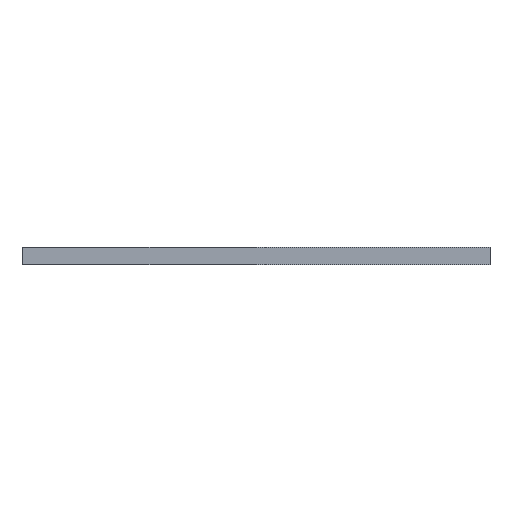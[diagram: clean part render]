
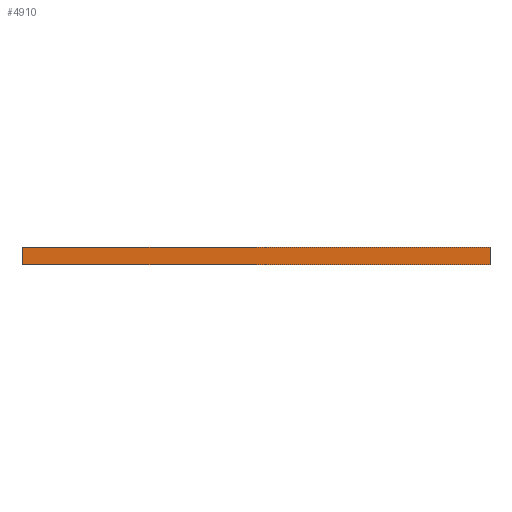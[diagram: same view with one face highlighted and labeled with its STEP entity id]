
A CAD part, left-side view. The second image highlights one B-rep face of the part: STEP entity #4910.
In plain terms, the highlighted planar face has unit normal (-1, 0, 0).
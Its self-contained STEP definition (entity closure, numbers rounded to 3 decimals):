
#389 = EDGE_CURVE ( 'NONE', #4815, #656, #4113, .T. ) ;
#392 = DIRECTION ( 'NONE',  ( 0., 0., -1. ) ) ;
#656 = VERTEX_POINT ( 'NONE', #1687 ) ;
#672 = LINE ( 'NONE', #1812, #4895 ) ;
#1108 = PLANE ( 'NONE',  #5449 ) ;
#1687 = CARTESIAN_POINT ( 'NONE',  ( -22.4, 22.875, -0.85 ) ) ;
#1780 = FACE_OUTER_BOUND ( 'NONE', #5238, .T. ) ;
#1800 = CARTESIAN_POINT ( 'NONE',  ( -22.4, -22.875, -0.85 ) ) ;
#1812 = CARTESIAN_POINT ( 'NONE',  ( -22.4, 22.875, 0.85 ) ) ;
#1880 = VERTEX_POINT ( 'NONE', #5840 ) ;
#1914 = ORIENTED_EDGE ( 'NONE', *, *, #389, .F. ) ;
#2308 = EDGE_CURVE ( 'NONE', #4510, #1880, #5568, .T. ) ;
#2502 = ORIENTED_EDGE ( 'NONE', *, *, #2308, .T. ) ;
#2595 = CARTESIAN_POINT ( 'NONE',  ( -22.4, -22.875, 0.85 ) ) ;
#2901 = VECTOR ( 'NONE', #5909, 1000. ) ;
#3310 = DIRECTION ( 'NONE',  ( -1., 0., 0. ) ) ;
#3369 = CARTESIAN_POINT ( 'NONE',  ( -22.4, -22.875, 0.85 ) ) ;
#3635 = VECTOR ( 'NONE', #392, 1000. ) ;
#3913 = ORIENTED_EDGE ( 'NONE', *, *, #4154, .F. ) ;
#4113 = LINE ( 'NONE', #1800, #2901 ) ;
#4152 = VECTOR ( 'NONE', #5374, 1000. ) ;
#4154 = EDGE_CURVE ( 'NONE', #4510, #4815, #5906, .T. ) ;
#4246 = DIRECTION ( 'NONE',  ( 0., 0., 1. ) ) ;
#4510 = VERTEX_POINT ( 'NONE', #4584 ) ;
#4567 = ORIENTED_EDGE ( 'NONE', *, *, #5540, .T. ) ;
#4584 = CARTESIAN_POINT ( 'NONE',  ( -22.4, -22.875, 0.85 ) ) ;
#4815 = VERTEX_POINT ( 'NONE', #5113 ) ;
#4895 = VECTOR ( 'NONE', #4996, 1000. ) ;
#4910 = ADVANCED_FACE ( 'NONE', ( #1780 ), #1108, .T. ) ;
#4996 = DIRECTION ( 'NONE',  ( 0., 0., -1. ) ) ;
#5113 = CARTESIAN_POINT ( 'NONE',  ( -22.4, -22.875, -0.85 ) ) ;
#5238 = EDGE_LOOP ( 'NONE', ( #1914, #3913, #2502, #4567 ) ) ;
#5374 = DIRECTION ( 'NONE',  ( 0., 1., 0. ) ) ;
#5449 = AXIS2_PLACEMENT_3D ( 'NONE', #3369, #3310, #4246 ) ;
#5470 = CARTESIAN_POINT ( 'NONE',  ( -22.4, -22.875, 0.85 ) ) ;
#5540 = EDGE_CURVE ( 'NONE', #1880, #656, #672, .T. ) ;
#5568 = LINE ( 'NONE', #2595, #4152 ) ;
#5840 = CARTESIAN_POINT ( 'NONE',  ( -22.4, 22.875, 0.85 ) ) ;
#5906 = LINE ( 'NONE', #5470, #3635 ) ;
#5909 = DIRECTION ( 'NONE',  ( 0., 1., 0. ) ) ;
